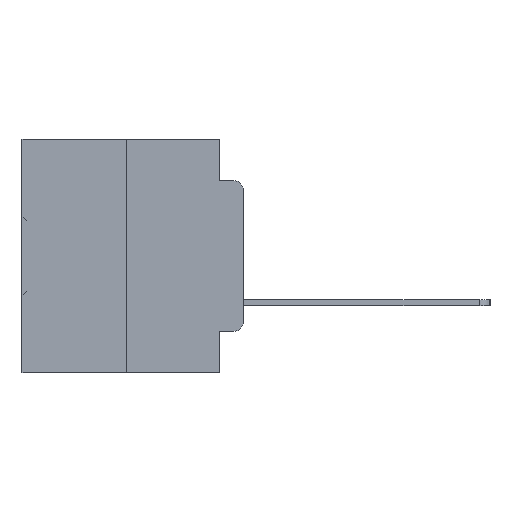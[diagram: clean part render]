
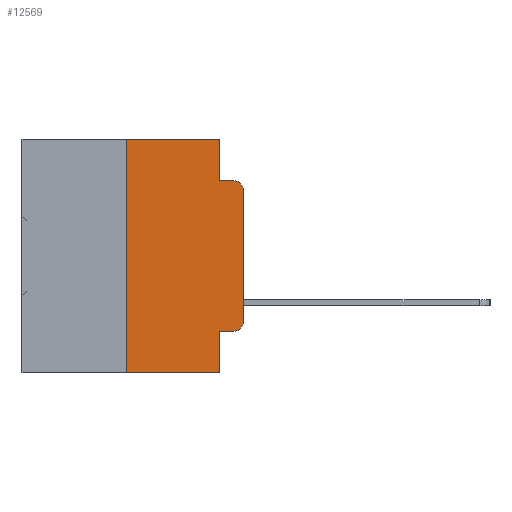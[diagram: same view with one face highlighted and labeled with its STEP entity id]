
A CAD part, left-side view. The second image highlights one B-rep face of the part: STEP entity #12569.
In plain terms, the highlighted planar face has unit normal (-1, 0, 0).
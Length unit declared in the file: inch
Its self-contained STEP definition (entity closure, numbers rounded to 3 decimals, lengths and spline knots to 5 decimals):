
#568 = AXIS2_PLACEMENT_3D ( 'NONE', #32085, #8939, #29323 ) ;
#1130 = LINE ( 'NONE', #16052, #14874 ) ;
#1742 = ORIENTED_EDGE ( 'NONE', *, *, #2381, .F. ) ;
#1782 = DIRECTION ( 'NONE',  ( -1., 0., 0. ) ) ;
#2381 = EDGE_CURVE ( 'NONE', #10001, #29656, #28965, .T. ) ;
#2438 = EDGE_CURVE ( 'NONE', #9194, #10153, #25343, .T. ) ;
#2445 = CARTESIAN_POINT ( 'NONE',  ( 0., 0., -0.3915 ) ) ;
#2480 = LINE ( 'NONE', #13362, #17188 ) ;
#5375 = VERTEX_POINT ( 'NONE', #22812 ) ;
#5444 = ORIENTED_EDGE ( 'NONE', *, *, #22689, .F. ) ;
#5883 = PLANE ( 'NONE',  #568 ) ;
#6439 = EDGE_CURVE ( 'NONE', #7700, #5375, #8455, .T. ) ;
#6971 = ORIENTED_EDGE ( 'NONE', *, *, #6439, .F. ) ;
#7025 = EDGE_CURVE ( 'NONE', #7700, #16292, #2480, .T. ) ;
#7299 = CARTESIAN_POINT ( 'NONE',  ( 0., 0.02, -0.1085 ) ) ;
#7387 = CIRCLE ( 'NONE', #22281, 0.02 ) ;
#7533 = CARTESIAN_POINT ( 'NONE',  ( 0., 0., 0. ) ) ;
#7700 = VERTEX_POINT ( 'NONE', #36698 ) ;
#7957 = VECTOR ( 'NONE', #22884, 39.37008 ) ;
#8041 = ORIENTED_EDGE ( 'NONE', *, *, #29888, .T. ) ;
#8330 = ORIENTED_EDGE ( 'NONE', *, *, #22740, .T. ) ;
#8455 = LINE ( 'NONE', #30562, #16243 ) ;
#8939 = DIRECTION ( 'NONE',  ( 1., 0., 0. ) ) ;
#9194 = VERTEX_POINT ( 'NONE', #29927 ) ;
#9243 = ORIENTED_EDGE ( 'NONE', *, *, #22750, .T. ) ;
#9660 = CARTESIAN_POINT ( 'NONE',  ( 0., 0.25, 0. ) ) ;
#9816 = VECTOR ( 'NONE', #27155, 39.37008 ) ;
#10001 = VERTEX_POINT ( 'NONE', #16431 ) ;
#10153 = VERTEX_POINT ( 'NONE', #14214 ) ;
#10225 = DIRECTION ( 'NONE',  ( 0., 0., -1. ) ) ;
#11284 = VECTOR ( 'NONE', #25012, 39.37008 ) ;
#11774 = CARTESIAN_POINT ( 'NONE',  ( 0., 0., -0.1085 ) ) ;
#12569 = ADVANCED_FACE ( 'NONE', ( #35447 ), #5883, .F. ) ;
#13323 = ORIENTED_EDGE ( 'NONE', *, *, #7025, .T. ) ;
#13362 = CARTESIAN_POINT ( 'NONE',  ( 0., 0.051, -0.4115 ) ) ;
#13765 = ORIENTED_EDGE ( 'NONE', *, *, #2438, .F. ) ;
#13966 = VECTOR ( 'NONE', #16316, 39.37008 ) ;
#14058 = CARTESIAN_POINT ( 'NONE',  ( 0., 0.473, 0. ) ) ;
#14214 = CARTESIAN_POINT ( 'NONE',  ( 0., 0.25, 0. ) ) ;
#14874 = VECTOR ( 'NONE', #30640, 39.37008 ) ;
#16052 = CARTESIAN_POINT ( 'NONE',  ( 0., 0.051, -0.0885 ) ) ;
#16243 = VECTOR ( 'NONE', #19058, 39.37008 ) ;
#16292 = VERTEX_POINT ( 'NONE', #30247 ) ;
#16316 = DIRECTION ( 'NONE',  ( 0., -1., 0. ) ) ;
#16431 = CARTESIAN_POINT ( 'NONE',  ( 0., 0.051, 0. ) ) ;
#17188 = VECTOR ( 'NONE', #31034, 39.37008 ) ;
#18143 = CARTESIAN_POINT ( 'NONE',  ( 0., 0.051, 0. ) ) ;
#18839 = ORIENTED_EDGE ( 'NONE', *, *, #37475, .F. ) ;
#19058 = DIRECTION ( 'NONE',  ( 0., 0., -1. ) ) ;
#19381 = CARTESIAN_POINT ( 'NONE',  ( 0., 0.02, -0.3915 ) ) ;
#19448 = VECTOR ( 'NONE', #29793, 39.37008 ) ;
#20654 = VERTEX_POINT ( 'NONE', #11774 ) ;
#20977 = CARTESIAN_POINT ( 'NONE',  ( 0., 0.051, -0.0885 ) ) ;
#21748 = LINE ( 'NONE', #36477, #13966 ) ;
#22281 = AXIS2_PLACEMENT_3D ( 'NONE', #7299, #27696, #10225 ) ;
#22295 = DIRECTION ( 'NONE',  ( 0., 0., -1. ) ) ;
#22674 = CIRCLE ( 'NONE', #33772, 0.02 ) ;
#22689 = EDGE_CURVE ( 'NONE', #29656, #25792, #1130, .T. ) ;
#22740 = EDGE_CURVE ( 'NONE', #9194, #5375, #21748, .T. ) ;
#22750 = EDGE_CURVE ( 'NONE', #16292, #22899, #22674, .T. ) ;
#22812 = CARTESIAN_POINT ( 'NONE',  ( 0., 0.051, -0.5 ) ) ;
#22884 = DIRECTION ( 'NONE',  ( 0., -1., 0. ) ) ;
#22899 = VERTEX_POINT ( 'NONE', #2445 ) ;
#25012 = DIRECTION ( 'NONE',  ( 0., 0., 1. ) ) ;
#25343 = LINE ( 'NONE', #9660, #9816 ) ;
#25792 = VERTEX_POINT ( 'NONE', #28924 ) ;
#27155 = DIRECTION ( 'NONE',  ( 0., 0., 1. ) ) ;
#27247 = EDGE_CURVE ( 'NONE', #20654, #25792, #7387, .T. ) ;
#27696 = DIRECTION ( 'NONE',  ( -1., 0., 0. ) ) ;
#28597 = LINE ( 'NONE', #7533, #11284 ) ;
#28823 = EDGE_LOOP ( 'NONE', ( #8041, #36596, #5444, #1742, #18839, #13765, #8330, #6971, #13323, #9243 ) ) ;
#28924 = CARTESIAN_POINT ( 'NONE',  ( 0., 0.02, -0.0885 ) ) ;
#28965 = LINE ( 'NONE', #18143, #19448 ) ;
#29323 = DIRECTION ( 'NONE',  ( 0., 0., -1. ) ) ;
#29656 = VERTEX_POINT ( 'NONE', #20977 ) ;
#29793 = DIRECTION ( 'NONE',  ( 0., 0., -1. ) ) ;
#29888 = EDGE_CURVE ( 'NONE', #22899, #20654, #28597, .T. ) ;
#29927 = CARTESIAN_POINT ( 'NONE',  ( 0., 0.25, -0.5 ) ) ;
#30247 = CARTESIAN_POINT ( 'NONE',  ( 0., 0.02, -0.4115 ) ) ;
#30285 = LINE ( 'NONE', #14058, #7957 ) ;
#30562 = CARTESIAN_POINT ( 'NONE',  ( 0., 0.051, 0. ) ) ;
#30640 = DIRECTION ( 'NONE',  ( 0., -1., 0. ) ) ;
#31034 = DIRECTION ( 'NONE',  ( 0., -1., 0. ) ) ;
#32085 = CARTESIAN_POINT ( 'NONE',  ( 0., 0.473, 0. ) ) ;
#33772 = AXIS2_PLACEMENT_3D ( 'NONE', #19381, #1782, #22295 ) ;
#35447 = FACE_OUTER_BOUND ( 'NONE', #28823, .T. ) ;
#36477 = CARTESIAN_POINT ( 'NONE',  ( 0., 0.473, -0.5 ) ) ;
#36596 = ORIENTED_EDGE ( 'NONE', *, *, #27247, .T. ) ;
#36698 = CARTESIAN_POINT ( 'NONE',  ( 0., 0.051, -0.4115 ) ) ;
#37475 = EDGE_CURVE ( 'NONE', #10153, #10001, #30285, .T. ) ;
